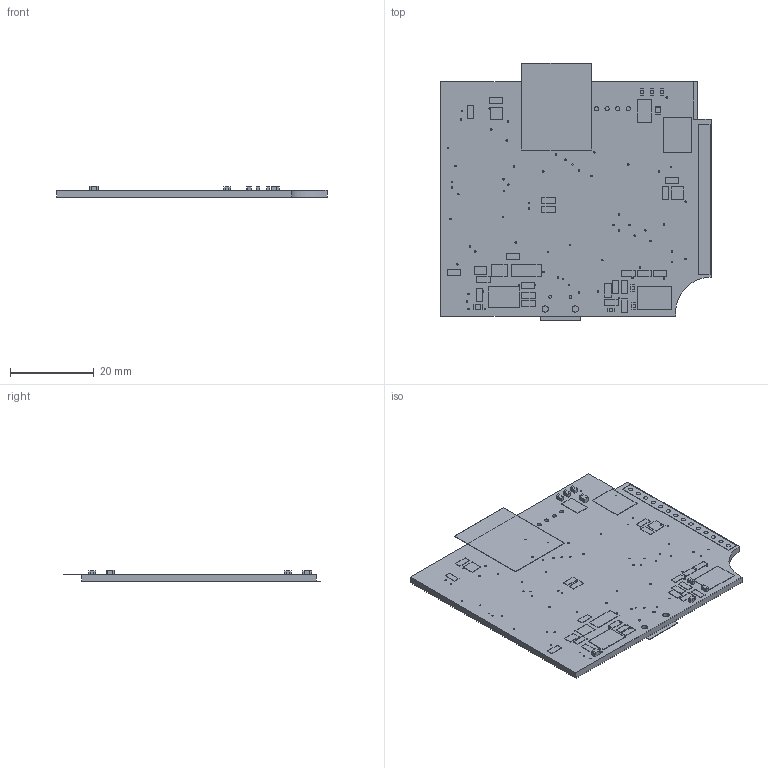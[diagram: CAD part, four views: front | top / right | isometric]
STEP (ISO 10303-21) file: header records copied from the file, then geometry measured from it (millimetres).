
FILE_DESCRIPTION(/* description */ (''),/* implementation_level */ '2;1');
FILE_NAME(/* name */ 'NUHKA ''ART/Desktop/Desain Hardware Fahmi Mashuri v1.step',/* time_stamp */ '2021-05-30T19:33:14+07:00',/* author */ (''),/* organization */ (''),/* preprocessor_version */ 'ST-DEVELOPER v18.1',/* originating_system */ 'Autodesk Translation Framework v10.9.0.1377',/* authorisation */ '');
FILE_SCHEMA (('AUTOMOTIVE_DESIGN { 1 0 10303 214 3 1 1 }'));
Length unit declared in the file: millimetre
Products named in the file (25): Desain Hardware Fahmi Mashuri; Board; Packages; CUI_CMT-8530S-SMT; SOIC-8; SOIC127P600X175-8N; PN532_NFC; PUSHBUTTOMICRO; CREATIVE_COMMONS; 0603; EIA3528; 1X14; SOT23-3; SOT223; ESP-WROOM-32; 0603 (1); 0603-RES; TSSOP8; SOD-323; SM02B-SRSS-TB; SOT23-6L; MICROSD-PUSH-OUT; C0603K; C0805K; ZX62D-B-5PA8
Assembly tree (51 placements, depth 3):
  Desain Hardware Fahmi Mashuri
    Board
    Packages
      CUI_CMT-8530S-SMT
      SOIC-8
      SOIC127P600X175-8N
      PN532_NFC
      PUSHBUTTOMICRO  x3
      CREATIVE_COMMONS
      0603  x2
      EIA3528
      1X14
      SOT23-3  x2
      SOT223
      ESP-WROOM-32
      0603 (1)  x18
      0603-RES
      TSSOP8
      SOD-323
      SM02B-SRSS-TB
      SOT23-6L
      MICROSD-PUSH-OUT
      C0603K  x6
      C0805K  x2
      ZX62D-B-5PA8
Bounding box: 64.64 x 61.61 x 2.67 mm (x, y, z)
Volume: 5837.7 mm3; surface area: 14368.3 mm2
Topology: 49 solids, 49 shells, 459 faces, 1083 edges, 722 vertices
Faces by surface type: plane 362, cylinder 97
Full cylindrical faces by diameter (mm): 0.35 x74, 0.7 x2, 1 x4, 1.016 x14, 1.5 x2
Entity records: 8886 total; most frequent: DIRECTION 1461, CARTESIAN_POINT 1351, ORIENTED_EDGE 1230, EDGE_CURVE 615, AXIS2_PLACEMENT_3D 520, EDGE_LOOP 441, LINE 421, VECTOR 421
